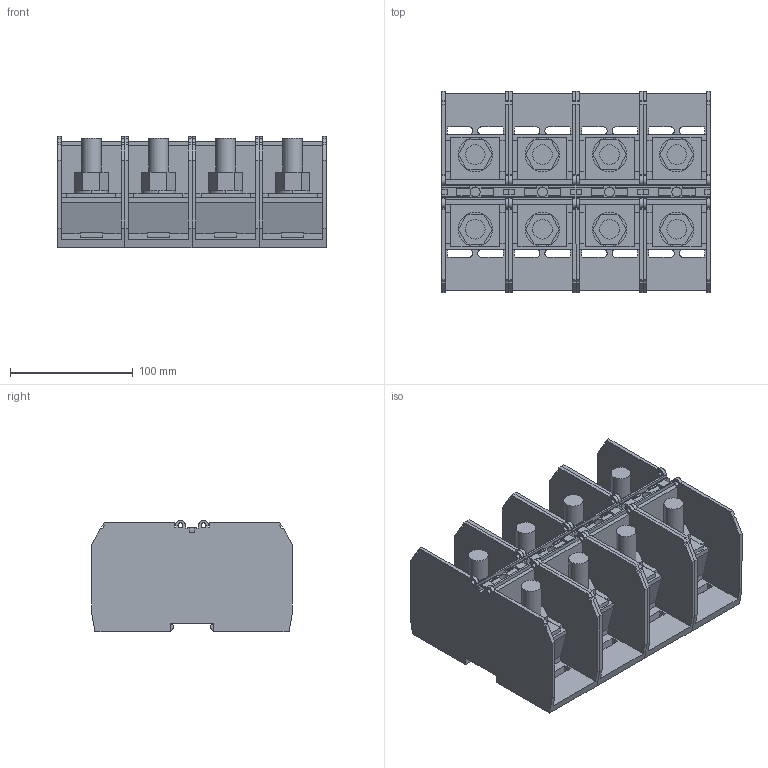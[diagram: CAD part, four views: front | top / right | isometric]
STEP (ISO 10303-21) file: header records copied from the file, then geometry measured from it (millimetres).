
FILE_DESCRIPTION(('Creo Elements/Direct Modeling STEP Export'),'2;1');
FILE_NAME('model.stp','2020-06-24T 9:57:56',(''),(''),'Creo Elements/Direct Modeling STEP processor for AP214 (Solid Model)','Creo Elements/Direct Modeling 20.1A 29-Sep-2018 (C) Parametric Technology GmbH','');
FILE_SCHEMA(('AUTOMOTIVE_DESIGN { 1 0 10303 214 1 1 1 1 }'));
Length unit declared in the file: millimetre
Products named in the file (2): RBO_16_3L_N-select
Assembly tree (1 placements, depth 2):
  RBO_16_3L_N-select
    RBO_16_3L_N-select
Bounding box: 219.2 x 164 x 90.79 mm (x, y, z)
Volume: 1374375.9 mm3; surface area: 250304.8 mm2
Topology: 1 solids, 1 shells, 854 faces, 2342 edges, 1510 vertices
Faces by surface type: plane 702, cylinder 152
Entity records: 31327 total; most frequent: ORIENTED_EDGE 4684, CARTESIAN_POINT 4219, DIRECTION 3573, EDGE_CURVE 2342, VECTOR 1845, LINE 1845, VERTEX_POINT 1510, EDGE_LOOP 926
